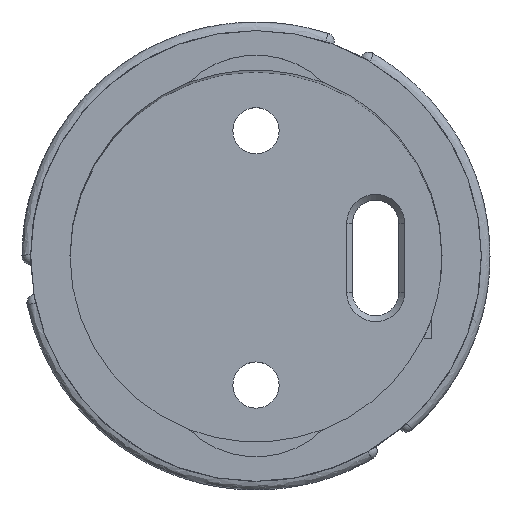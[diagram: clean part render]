
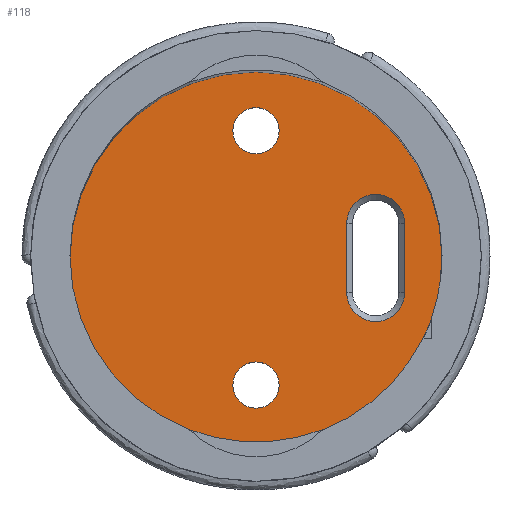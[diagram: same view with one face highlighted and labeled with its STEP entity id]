
A CAD part, top view. The second image highlights one B-rep face of the part: STEP entity #118.
In plain terms, the highlighted planar face has unit normal (0, 0, 1).
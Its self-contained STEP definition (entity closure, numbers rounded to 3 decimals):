
#40 = VERTEX_POINT ( 'NONE', #308 ) ;
#61 = CARTESIAN_POINT ( 'NONE',  ( 12.85, 3., 0. ) ) ;
#69 = ORIENTED_EDGE ( 'NONE', *, *, #2179, .T. ) ;
#118 = ADVANCED_FACE ( 'NONE', ( #1081, #545, #741, #359 ), #1499, .F. ) ;
#142 = EDGE_CURVE ( 'NONE', #40, #1827, #2100, .T. ) ;
#213 = ORIENTED_EDGE ( 'NONE', *, *, #2260, .T. ) ;
#216 = EDGE_CURVE ( 'NONE', #703, #1178, #594, .T. ) ;
#222 = VECTOR ( 'NONE', #482, 1000. ) ;
#273 = DIRECTION ( 'NONE',  ( 0., 0., -1. ) ) ;
#308 = CARTESIAN_POINT ( 'NONE',  ( 2., 11., 0. ) ) ;
#338 = DIRECTION ( 'NONE',  ( 0., 0., -1. ) ) ;
#339 = EDGE_LOOP ( 'NONE', ( #213, #951 ) ) ;
#359 = FACE_OUTER_BOUND ( 'NONE', #822, .T. ) ;
#383 = CARTESIAN_POINT ( 'NONE',  ( 7.85, 0., 0. ) ) ;
#426 = CARTESIAN_POINT ( 'NONE',  ( 16.1, 0., 0. ) ) ;
#447 = EDGE_CURVE ( 'NONE', #2103, #451, #584, .T. ) ;
#451 = VERTEX_POINT ( 'NONE', #1728 ) ;
#469 = VERTEX_POINT ( 'NONE', #61 ) ;
#470 = LINE ( 'NONE', #2188, #222 ) ;
#482 = DIRECTION ( 'NONE',  ( 0., -1., 0. ) ) ;
#493 = EDGE_LOOP ( 'NONE', ( #1321, #1948 ) ) ;
#495 = AXIS2_PLACEMENT_3D ( 'NONE', #717, #338, #1332 ) ;
#545 = FACE_BOUND ( 'NONE', #339, .T. ) ;
#584 = CIRCLE ( 'NONE', #1087, 2. ) ;
#591 = DIRECTION ( 'NONE',  ( -1., 0., 0. ) ) ;
#594 = LINE ( 'NONE', #383, #1229 ) ;
#596 = AXIS2_PLACEMENT_3D ( 'NONE', #725, #1894, #1166 ) ;
#611 = CIRCLE ( 'NONE', #2160, 16.1 ) ;
#620 = CARTESIAN_POINT ( 'NONE',  ( -2., -11., 0. ) ) ;
#646 = EDGE_LOOP ( 'NONE', ( #2221, #1400, #2192, #69 ) ) ;
#700 = DIRECTION ( 'NONE',  ( 0., 0., -1. ) ) ;
#703 = VERTEX_POINT ( 'NONE', #828 ) ;
#717 = CARTESIAN_POINT ( 'NONE',  ( 0., 11., 0. ) ) ;
#725 = CARTESIAN_POINT ( 'NONE',  ( 0., 0., 0. ) ) ;
#741 = FACE_BOUND ( 'NONE', #493, .T. ) ;
#752 = AXIS2_PLACEMENT_3D ( 'NONE', #2286, #807, #1548 ) ;
#753 = CARTESIAN_POINT ( 'NONE',  ( 0., -11., 0. ) ) ;
#782 = CARTESIAN_POINT ( 'NONE',  ( -2., 11., 0. ) ) ;
#803 = CARTESIAN_POINT ( 'NONE',  ( 7.85, 3., 0. ) ) ;
#804 = VERTEX_POINT ( 'NONE', #2344 ) ;
#807 = DIRECTION ( 'NONE',  ( 0., 0., -1. ) ) ;
#822 = EDGE_LOOP ( 'NONE', ( #2250, #2410 ) ) ;
#828 = CARTESIAN_POINT ( 'NONE',  ( 7.85, -3., 0. ) ) ;
#852 = AXIS2_PLACEMENT_3D ( 'NONE', #1876, #2066, #1091 ) ;
#886 = AXIS2_PLACEMENT_3D ( 'NONE', #952, #1479, #1138 ) ;
#939 = DIRECTION ( 'NONE',  ( -1., 0., 0. ) ) ;
#951 = ORIENTED_EDGE ( 'NONE', *, *, #142, .T. ) ;
#952 = CARTESIAN_POINT ( 'NONE',  ( 0., 0., 0. ) ) ;
#954 = DIRECTION ( 'NONE',  ( 0., 1., 0. ) ) ;
#1050 = CIRCLE ( 'NONE', #852, 2.5 ) ;
#1081 = FACE_BOUND ( 'NONE', #646, .T. ) ;
#1087 = AXIS2_PLACEMENT_3D ( 'NONE', #753, #700, #939 ) ;
#1091 = DIRECTION ( 'NONE',  ( -1., 0., 0. ) ) ;
#1137 = EDGE_CURVE ( 'NONE', #451, #2103, #1317, .T. ) ;
#1138 = DIRECTION ( 'NONE',  ( 1., 0., 0. ) ) ;
#1166 = DIRECTION ( 'NONE',  ( -1., 0., 0. ) ) ;
#1178 = VERTEX_POINT ( 'NONE', #803 ) ;
#1229 = VECTOR ( 'NONE', #954, 1000. ) ;
#1317 = CIRCLE ( 'NONE', #1562, 2. ) ;
#1321 = ORIENTED_EDGE ( 'NONE', *, *, #447, .T. ) ;
#1332 = DIRECTION ( 'NONE',  ( -1., 0., 0. ) ) ;
#1400 = ORIENTED_EDGE ( 'NONE', *, *, #216, .T. ) ;
#1479 = DIRECTION ( 'NONE',  ( 0., 0., 1. ) ) ;
#1494 = DIRECTION ( 'NONE',  ( 1., 0., 0. ) ) ;
#1499 = PLANE ( 'NONE',  #596 ) ;
#1534 = DIRECTION ( 'NONE',  ( -1., 0., 0. ) ) ;
#1548 = DIRECTION ( 'NONE',  ( -1., 0., 0. ) ) ;
#1562 = AXIS2_PLACEMENT_3D ( 'NONE', #2121, #2293, #591 ) ;
#1667 = DIRECTION ( 'NONE',  ( 0., 0., 1. ) ) ;
#1728 = CARTESIAN_POINT ( 'NONE',  ( 2., -11., 0. ) ) ;
#1795 = CIRCLE ( 'NONE', #886, 16.1 ) ;
#1827 = VERTEX_POINT ( 'NONE', #782 ) ;
#1876 = CARTESIAN_POINT ( 'NONE',  ( 10.35, 3., 0. ) ) ;
#1880 = VERTEX_POINT ( 'NONE', #426 ) ;
#1894 = DIRECTION ( 'NONE',  ( 0., 0., -1. ) ) ;
#1895 = EDGE_CURVE ( 'NONE', #1178, #469, #1050, .T. ) ;
#1948 = ORIENTED_EDGE ( 'NONE', *, *, #1137, .T. ) ;
#1999 = CIRCLE ( 'NONE', #2283, 2.5 ) ;
#2002 = EDGE_CURVE ( 'NONE', #804, #1880, #1795, .T. ) ;
#2037 = CIRCLE ( 'NONE', #495, 2. ) ;
#2039 = CARTESIAN_POINT ( 'NONE',  ( 0., 0., 0. ) ) ;
#2066 = DIRECTION ( 'NONE',  ( 0., 0., -1. ) ) ;
#2087 = CARTESIAN_POINT ( 'NONE',  ( 12.85, -3., 0. ) ) ;
#2096 = EDGE_CURVE ( 'NONE', #2356, #703, #1999, .T. ) ;
#2100 = CIRCLE ( 'NONE', #752, 2. ) ;
#2103 = VERTEX_POINT ( 'NONE', #620 ) ;
#2121 = CARTESIAN_POINT ( 'NONE',  ( 0., -11., 0. ) ) ;
#2160 = AXIS2_PLACEMENT_3D ( 'NONE', #2039, #1667, #1494 ) ;
#2179 = EDGE_CURVE ( 'NONE', #469, #2356, #470, .T. ) ;
#2188 = CARTESIAN_POINT ( 'NONE',  ( 12.85, 0., 0. ) ) ;
#2192 = ORIENTED_EDGE ( 'NONE', *, *, #1895, .T. ) ;
#2221 = ORIENTED_EDGE ( 'NONE', *, *, #2096, .T. ) ;
#2250 = ORIENTED_EDGE ( 'NONE', *, *, #2002, .T. ) ;
#2260 = EDGE_CURVE ( 'NONE', #1827, #40, #2037, .T. ) ;
#2283 = AXIS2_PLACEMENT_3D ( 'NONE', #2338, #273, #1534 ) ;
#2286 = CARTESIAN_POINT ( 'NONE',  ( 0., 11., 0. ) ) ;
#2293 = DIRECTION ( 'NONE',  ( 0., 0., -1. ) ) ;
#2338 = CARTESIAN_POINT ( 'NONE',  ( 10.35, -3., 0. ) ) ;
#2344 = CARTESIAN_POINT ( 'NONE',  ( -16.1, 0., 0. ) ) ;
#2356 = VERTEX_POINT ( 'NONE', #2087 ) ;
#2401 = EDGE_CURVE ( 'NONE', #1880, #804, #611, .T. ) ;
#2410 = ORIENTED_EDGE ( 'NONE', *, *, #2401, .T. ) ;
